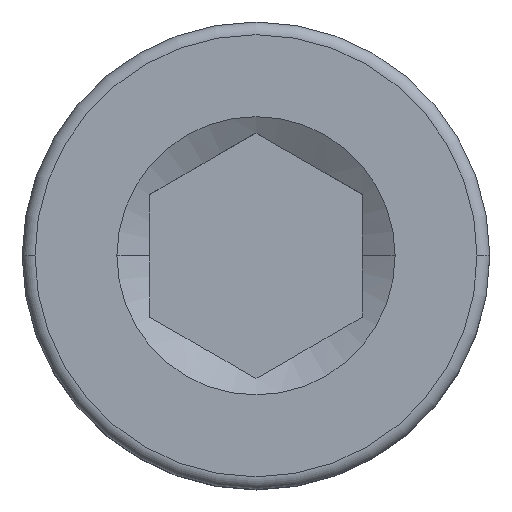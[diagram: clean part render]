
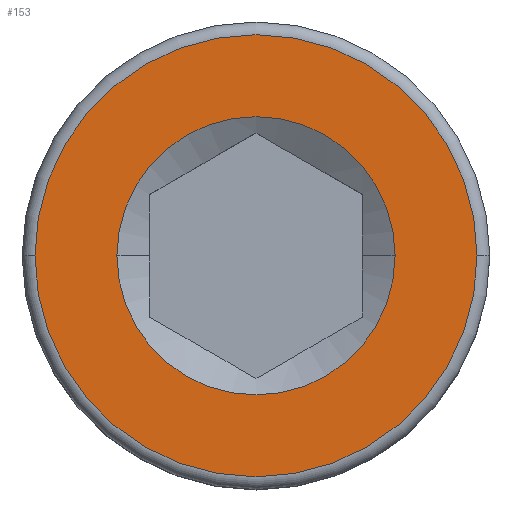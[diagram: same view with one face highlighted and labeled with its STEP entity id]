
A CAD part, top view. The second image highlights one B-rep face of the part: STEP entity #153.
In plain terms, the highlighted planar face has unit normal (0, 0, 1).
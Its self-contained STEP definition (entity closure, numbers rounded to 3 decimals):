
#11 = CARTESIAN_POINT ( 'NONE',  ( 0., 2.6, 5.5 ) ) ;
#74 = AXIS2_PLACEMENT_3D ( 'NONE', #1777, #2404, #2684 ) ;
#113 = DIRECTION ( 'NONE',  ( -1., 0., 0. ) ) ;
#153 = ADVANCED_FACE ( 'NONE', ( #3076, #1649 ), #2813, .T. ) ;
#170 = VERTEX_POINT ( 'NONE', #1541 ) ;
#201 = CIRCLE ( 'NONE', #74, 1.636 ) ;
#305 = ORIENTED_EDGE ( 'NONE', *, *, #2594, .F. ) ;
#357 = DIRECTION ( 'NONE',  ( 1., 0., 0. ) ) ;
#449 = CIRCLE ( 'NONE', #515, 2.6 ) ;
#515 = AXIS2_PLACEMENT_3D ( 'NONE', #1792, #822, #2053 ) ;
#689 = ORIENTED_EDGE ( 'NONE', *, *, #1608, .F. ) ;
#811 = VERTEX_POINT ( 'NONE', #1017 ) ;
#822 = DIRECTION ( 'NONE',  ( 0., 0., -1. ) ) ;
#1015 = DIRECTION ( 'NONE',  ( 0., 0., -1. ) ) ;
#1017 = CARTESIAN_POINT ( 'NONE',  ( 1.636, 0., 5.5 ) ) ;
#1018 = DIRECTION ( 'NONE',  ( 1., 0., 0. ) ) ;
#1032 = CIRCLE ( 'NONE', #2718, 1.636 ) ;
#1226 = ORIENTED_EDGE ( 'NONE', *, *, #3426, .F. ) ;
#1334 = CARTESIAN_POINT ( 'NONE',  ( 0., 0., 5.5 ) ) ;
#1541 = CARTESIAN_POINT ( 'NONE',  ( -1.636, 0., 5.5 ) ) ;
#1583 = DIRECTION ( 'NONE',  ( 0., 0., 1. ) ) ;
#1608 = EDGE_CURVE ( 'NONE', #2042, #3093, #449, .T. ) ;
#1649 = FACE_OUTER_BOUND ( 'NONE', #2893, .T. ) ;
#1777 = CARTESIAN_POINT ( 'NONE',  ( 0., 0., 5.5 ) ) ;
#1792 = CARTESIAN_POINT ( 'NONE',  ( 0., 0., 5.5 ) ) ;
#1926 = CARTESIAN_POINT ( 'NONE',  ( 0., 0., 5.5 ) ) ;
#1931 = AXIS2_PLACEMENT_3D ( 'NONE', #11, #1957, #1018 ) ;
#1939 = AXIS2_PLACEMENT_3D ( 'NONE', #1334, #1015, #113 ) ;
#1957 = DIRECTION ( 'NONE',  ( 0., 0., 1. ) ) ;
#2042 = VERTEX_POINT ( 'NONE', #3963 ) ;
#2053 = DIRECTION ( 'NONE',  ( -1., 0., 0. ) ) ;
#2404 = DIRECTION ( 'NONE',  ( 0., 0., 1. ) ) ;
#2527 = EDGE_LOOP ( 'NONE', ( #3128, #1226 ) ) ;
#2579 = CARTESIAN_POINT ( 'NONE',  ( -2.6, 0., 5.5 ) ) ;
#2594 = EDGE_CURVE ( 'NONE', #3093, #2042, #3675, .T. ) ;
#2684 = DIRECTION ( 'NONE',  ( 1., 0., 0. ) ) ;
#2718 = AXIS2_PLACEMENT_3D ( 'NONE', #1926, #1583, #357 ) ;
#2813 = PLANE ( 'NONE',  #1931 ) ;
#2893 = EDGE_LOOP ( 'NONE', ( #305, #689 ) ) ;
#3076 = FACE_BOUND ( 'NONE', #2527, .T. ) ;
#3093 = VERTEX_POINT ( 'NONE', #2579 ) ;
#3128 = ORIENTED_EDGE ( 'NONE', *, *, #3643, .F. ) ;
#3426 = EDGE_CURVE ( 'NONE', #170, #811, #1032, .T. ) ;
#3643 = EDGE_CURVE ( 'NONE', #811, #170, #201, .T. ) ;
#3675 = CIRCLE ( 'NONE', #1939, 2.6 ) ;
#3963 = CARTESIAN_POINT ( 'NONE',  ( 2.6, 0., 5.5 ) ) ;
